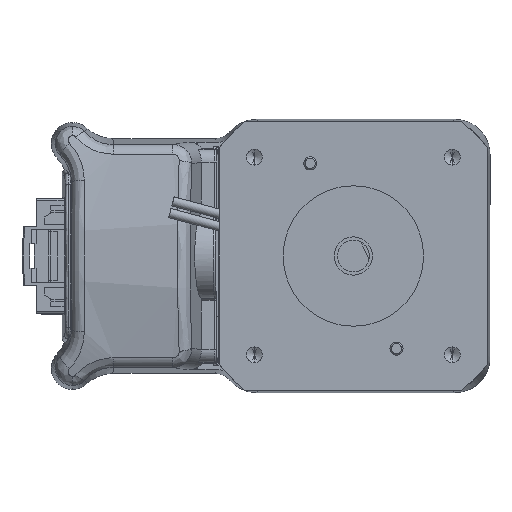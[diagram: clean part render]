
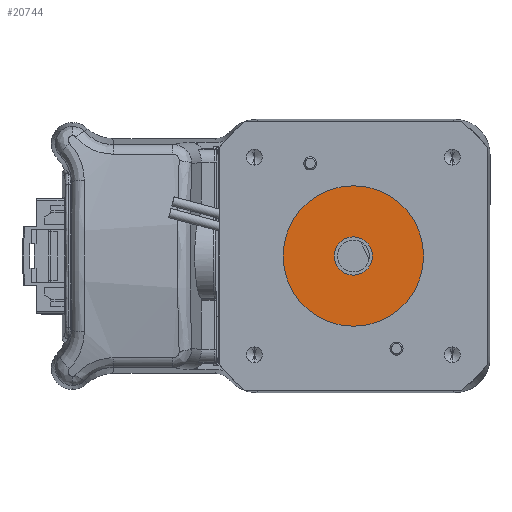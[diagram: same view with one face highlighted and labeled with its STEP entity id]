
A CAD part, left-side view. The second image highlights one B-rep face of the part: STEP entity #20744.
In plain terms, the highlighted face is planar.
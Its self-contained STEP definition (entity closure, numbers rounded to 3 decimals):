
#1229 = DIRECTION ( 'NONE',  ( 0., 0., 1. ) ) ;
#3285 = CARTESIAN_POINT ( 'NONE',  ( 0., 0., 45.98 ) ) ;
#4639 = FACE_OUTER_BOUND ( 'NONE', #53448, .T. ) ;
#5863 = CARTESIAN_POINT ( 'NONE',  ( 11., 0., 45.98 ) ) ;
#7156 = AXIS2_PLACEMENT_3D ( 'NONE', #42355, #1229, #73586 ) ;
#7669 = VERTEX_POINT ( 'NONE', #63953 ) ;
#7808 = AXIS2_PLACEMENT_3D ( 'NONE', #3285, #75624, #13647 ) ;
#8850 = DIRECTION ( 'NONE',  ( -1., 0., 0. ) ) ;
#10946 = AXIS2_PLACEMENT_3D ( 'NONE', #132815, #70816, #8850 ) ;
#13647 = DIRECTION ( 'NONE',  ( 1., 0., 0. ) ) ;
#15589 = CARTESIAN_POINT ( 'NONE',  ( 0., 0., 45.98 ) ) ;
#17495 = CIRCLE ( 'NONE', #30799, 11. ) ;
#20028 = ORIENTED_EDGE ( 'NONE', *, *, #111436, .T. ) ;
#20744 = ADVANCED_FACE ( 'NONE', ( #4639, #114695 ), #63191, .T. ) ;
#24415 = DIRECTION ( 'NONE',  ( 0., 0., -1. ) ) ;
#24416 = CIRCLE ( 'NONE', #132392, 3. ) ;
#25935 = DIRECTION ( 'NONE',  ( 1., 0., 0. ) ) ;
#27030 = ORIENTED_EDGE ( 'NONE', *, *, #68123, .T. ) ;
#30799 = AXIS2_PLACEMENT_3D ( 'NONE', #86425, #24415, #96797 ) ;
#35812 = VERTEX_POINT ( 'NONE', #63128 ) ;
#40674 = EDGE_CURVE ( 'NONE', #74188, #35812, #129926, .T. ) ;
#42355 = CARTESIAN_POINT ( 'NONE',  ( 0., 0., 45.98 ) ) ;
#46016 = ORIENTED_EDGE ( 'NONE', *, *, #118262, .F. ) ;
#53448 = EDGE_LOOP ( 'NONE', ( #46016, #78721 ) ) ;
#63128 = CARTESIAN_POINT ( 'NONE',  ( -11., 0., 45.98 ) ) ;
#63191 = PLANE ( 'NONE',  #7156 ) ;
#63524 = EDGE_LOOP ( 'NONE', ( #20028, #27030 ) ) ;
#63953 = CARTESIAN_POINT ( 'NONE',  ( 3., 0., 45.98 ) ) ;
#68123 = EDGE_CURVE ( 'NONE', #98084, #7669, #24416, .T. ) ;
#70816 = DIRECTION ( 'NONE',  ( 0., 0., -1. ) ) ;
#73586 = DIRECTION ( 'NONE',  ( 1., 0., 0. ) ) ;
#74188 = VERTEX_POINT ( 'NONE', #5863 ) ;
#75624 = DIRECTION ( 'NONE',  ( 0., 0., -1. ) ) ;
#78721 = ORIENTED_EDGE ( 'NONE', *, *, #40674, .F. ) ;
#86425 = CARTESIAN_POINT ( 'NONE',  ( 0., 0., 45.98 ) ) ;
#87963 = DIRECTION ( 'NONE',  ( 0., 0., -1. ) ) ;
#96797 = DIRECTION ( 'NONE',  ( -1., 0., 0. ) ) ;
#98084 = VERTEX_POINT ( 'NONE', #116234 ) ;
#108052 = CIRCLE ( 'NONE', #7808, 3. ) ;
#111436 = EDGE_CURVE ( 'NONE', #7669, #98084, #108052, .T. ) ;
#114695 = FACE_BOUND ( 'NONE', #63524, .T. ) ;
#116234 = CARTESIAN_POINT ( 'NONE',  ( -3., 0., 45.98 ) ) ;
#118262 = EDGE_CURVE ( 'NONE', #35812, #74188, #17495, .T. ) ;
#129926 = CIRCLE ( 'NONE', #10946, 11. ) ;
#132392 = AXIS2_PLACEMENT_3D ( 'NONE', #15589, #87963, #25935 ) ;
#132815 = CARTESIAN_POINT ( 'NONE',  ( 0., 0., 45.98 ) ) ;
